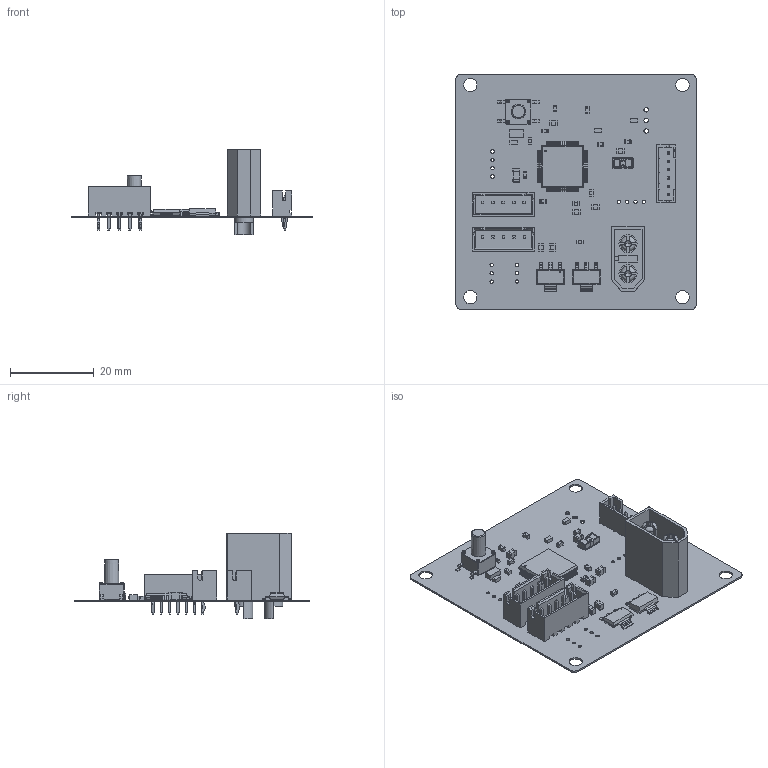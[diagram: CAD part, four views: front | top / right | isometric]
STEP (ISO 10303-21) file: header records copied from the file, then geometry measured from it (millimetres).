
FILE_DESCRIPTION(('Open CASCADE Model'),'2;1');
FILE_NAME('Open CASCADE Shape Model','2025-11-07T23:19:11',('Author'),( 'Open CASCADE'),'Open CASCADE STEP processor 7.5','Open CASCADE 7.5' ,'Unknown');
FILE_SCHEMA(('AUTOMOTIVE_DESIGN { 1 0 10303 214 1 1 1 1 }'));
Length unit declared in the file: millimetre
Products named in the file (65): PCB; Board; Open CASCADE STEP translator 7.5 1.1.1; EXTRA; 7182861776; BxB-XH-A_05; C8; 7455957168; C6; 7182857536; C19; 7315093264; C18; 7182861376; C17; 7182859056; C16; C15; 7182857696; C14; C13; 7455948048; C12; C11; C10; 7182859936; C9; 7315093824; RESET; Switch_TE_Connectivity_2-1977223-2_eec; Base; Steel Cover; notch; Actuator; Leads; TE; R3; 7316109024; Extruded; C20 ...
Assembly tree (75 placements, depth 4):
  PCB
    Board
      Open CASCADE STEP translator 7.5 1.1.1
    EXTRA
      7182861776
        BxB-XH-A_05
    C8
      7455957168
    C6
      7182857536
    C19
      7315093264
    C18
      7182861376
    C17
      7182859056
    C16
      7182857536
    C15
      7182857696
    C14
      7182859056
    C13
      7455948048
    C12
      7182857536
    C11
      7182859056
    C10
      7182859936
    C9
      7315093824
    RESET
      Switch_TE_Connectivity_2-1977223-2_eec
        Base
        Steel Cover
        notch
        Actuator
        Leads
        TE
    R3
      7316109024
        Extruded
    C20
      7316110704
        Extruded
    C7
      7182859056
    ToF
      7455959648
    LDO2
      7182862416
    LDO1
      7182859696
    U1
      7182858656
    R2
      7316109024
        Extruded
    R1
Bounding box: 57.5 x 56.4 x 20.5 mm (x, y, z)
Volume: 3507.1 mm3; surface area: 12229.3 mm2
Topology: 190 solids, 190 shells, 3111 faces, 7593 edges, 4737 vertices
Faces by surface type: plane 2064, cylinder 851, sphere 144, bspline 22, cone 17, torus 13
Full cylindrical faces by diameter (mm): 0.178 x1, 0.4 x1, 0.75 x4, 0.8 x20, 1 x10, 1.07 x3, 3.2 x4, 3.5 x1, 4.55 x2
Entity records: 84771 total; most frequent: CARTESIAN_POINT 13193, DIRECTION 12536, ORIENTED_EDGE 12172, EDGE_CURVE 6086, LINE 4616, VECTOR 4616, AXIS2_PLACEMENT_3D 3960, VERTEX_POINT 3919
